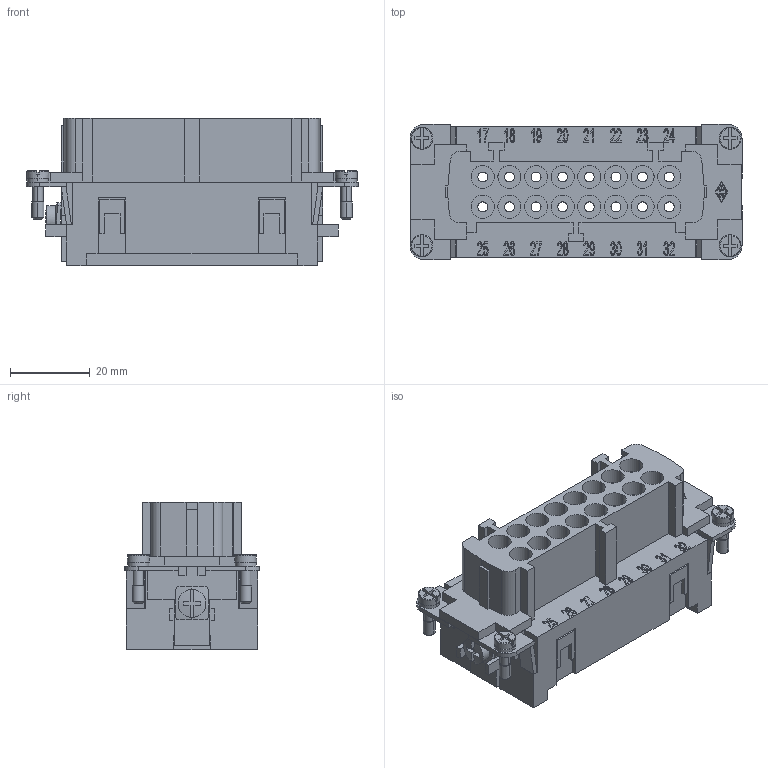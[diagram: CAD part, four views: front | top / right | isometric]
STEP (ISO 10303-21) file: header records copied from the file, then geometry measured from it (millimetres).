
FILE_DESCRIPTION((''),'2;1');
FILE_NAME('CCEF 16 N.stp','2006-10-25T09:07:00',('gembarski'),(''),'Autodesk Inventor 7','Autodesk Inventor 7','');
FILE_SCHEMA(('AUTOMOTIVE_DESIGN { 1 0 10303 214 1 1 1 1 }'));
Length unit declared in the file: millimetre
Products named in the file (1): CCEF 16 N
Bounding box: 83.5 x 34 x 37 mm (x, y, z)
Volume: 50624.2 mm3; surface area: 25267.6 mm2
Topology: 2 solids, 2 shells, 1558 faces, 4206 edges, 2791 vertices
Faces by surface type: bspline 861, plane 607, cylinder 74, torus 8, sphere 4, cone 4
Entity records: 53538 total; most frequent: CARTESIAN_POINT 18709, ORIENTED_EDGE 8416, DIRECTION 4924, EDGE_CURVE 4208, VERTEX_POINT 2791, VECTOR 2598, LINE 2598, EDGE_LOOP 1753
